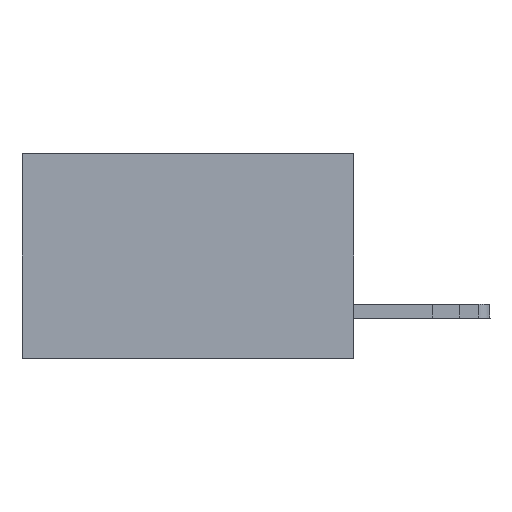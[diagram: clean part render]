
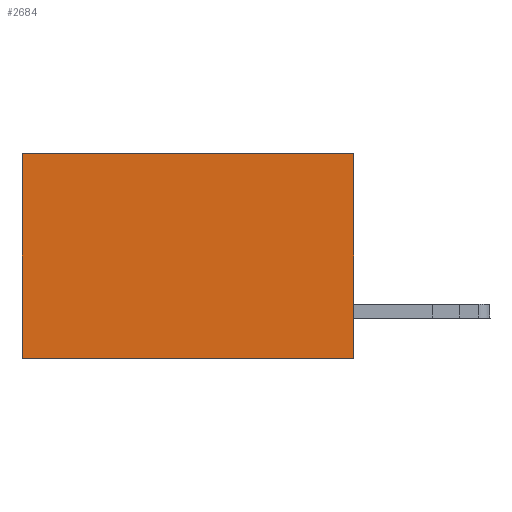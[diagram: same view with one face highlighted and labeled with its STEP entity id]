
A CAD part, left-side view. The second image highlights one B-rep face of the part: STEP entity #2684.
In plain terms, the highlighted planar face has unit normal (-1, 0, 0).
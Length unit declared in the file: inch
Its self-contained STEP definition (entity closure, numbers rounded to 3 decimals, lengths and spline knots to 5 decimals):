
#318 = VERTEX_POINT ( 'NONE', #8884 ) ;
#752 = PLANE ( 'NONE',  #14428 ) ;
#2684 = ADVANCED_FACE ( 'NONE', ( #16086 ), #752, .F. ) ;
#2775 = ORIENTED_EDGE ( 'NONE', *, *, #3536, .F. ) ;
#3119 = EDGE_CURVE ( 'NONE', #318, #20564, #10435, .T. ) ;
#3277 = EDGE_LOOP ( 'NONE', ( #21477, #20062, #2775, #14859 ) ) ;
#3443 = VECTOR ( 'NONE', #3726, 39.37008 ) ;
#3536 = EDGE_CURVE ( 'NONE', #21220, #20633, #4026, .T. ) ;
#3726 = DIRECTION ( 'NONE',  ( 0., 0., -1. ) ) ;
#4026 = LINE ( 'NONE', #18877, #3443 ) ;
#5036 = CARTESIAN_POINT ( 'NONE',  ( 0.2875, 0., 0. ) ) ;
#6292 = VECTOR ( 'NONE', #20509, 39.37008 ) ;
#6850 = CARTESIAN_POINT ( 'NONE',  ( 0.2875, 0., 0. ) ) ;
#8291 = DIRECTION ( 'NONE',  ( 0., 1., 0. ) ) ;
#8884 = CARTESIAN_POINT ( 'NONE',  ( 0.2875, 0.6, 0. ) ) ;
#9555 = DIRECTION ( 'NONE',  ( 1., 0., 0. ) ) ;
#10251 = CARTESIAN_POINT ( 'NONE',  ( 0.2875, 0.6, 0. ) ) ;
#10435 = LINE ( 'NONE', #10251, #6292 ) ;
#11981 = VECTOR ( 'NONE', #8291, 39.37008 ) ;
#12928 = DIRECTION ( 'NONE',  ( 0., 0., -1. ) ) ;
#13124 = LINE ( 'NONE', #18536, #21628 ) ;
#13132 = EDGE_CURVE ( 'NONE', #21220, #318, #17041, .T. ) ;
#14428 = AXIS2_PLACEMENT_3D ( 'NONE', #6850, #9555, #12928 ) ;
#14859 = ORIENTED_EDGE ( 'NONE', *, *, #13132, .T. ) ;
#15216 = CARTESIAN_POINT ( 'NONE',  ( 0.2875, 0., 0. ) ) ;
#16086 = FACE_OUTER_BOUND ( 'NONE', #3277, .T. ) ;
#17041 = LINE ( 'NONE', #15216, #11981 ) ;
#18536 = CARTESIAN_POINT ( 'NONE',  ( 0.2875, 0., -0.37 ) ) ;
#18877 = CARTESIAN_POINT ( 'NONE',  ( 0.2875, 0., 0. ) ) ;
#20062 = ORIENTED_EDGE ( 'NONE', *, *, #21749, .F. ) ;
#20231 = DIRECTION ( 'NONE',  ( 0., 1., 0. ) ) ;
#20509 = DIRECTION ( 'NONE',  ( 0., 0., -1. ) ) ;
#20564 = VERTEX_POINT ( 'NONE', #22361 ) ;
#20633 = VERTEX_POINT ( 'NONE', #20791 ) ;
#20791 = CARTESIAN_POINT ( 'NONE',  ( 0.2875, 0., -0.37 ) ) ;
#21220 = VERTEX_POINT ( 'NONE', #5036 ) ;
#21477 = ORIENTED_EDGE ( 'NONE', *, *, #3119, .T. ) ;
#21628 = VECTOR ( 'NONE', #20231, 39.37008 ) ;
#21749 = EDGE_CURVE ( 'NONE', #20633, #20564, #13124, .T. ) ;
#22361 = CARTESIAN_POINT ( 'NONE',  ( 0.2875, 0.6, -0.37 ) ) ;
